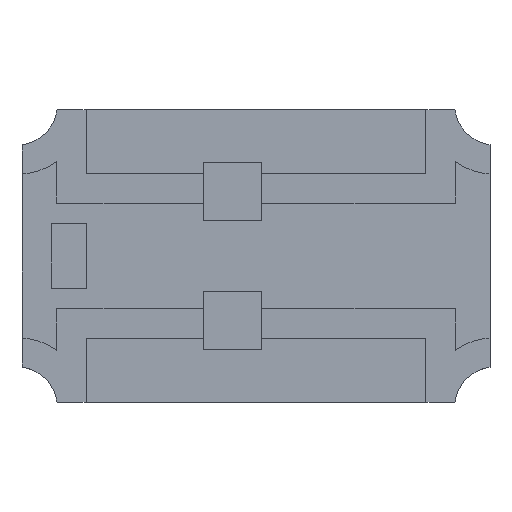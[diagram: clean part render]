
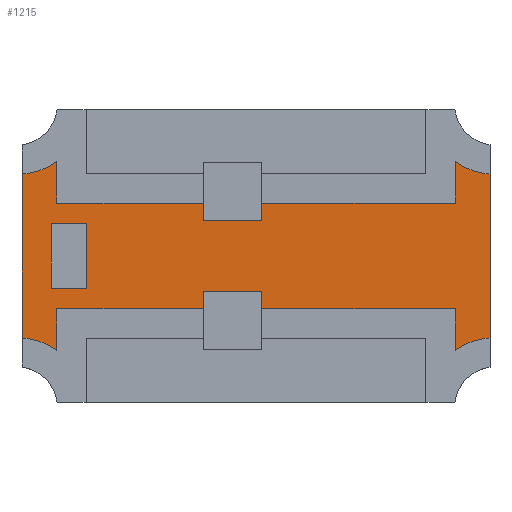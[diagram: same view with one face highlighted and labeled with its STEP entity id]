
A CAD part, top view. The second image highlights one B-rep face of the part: STEP entity #1215.
In plain terms, the highlighted planar face has unit normal (0, 0, 1).
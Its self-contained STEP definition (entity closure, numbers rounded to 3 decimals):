
#22=FACE_BOUND('',#117,.T.);
#23=CIRCLE('',#1293,0.3);
#24=CIRCLE('',#1294,0.3);
#25=CIRCLE('',#1295,0.3);
#26=CIRCLE('',#1296,0.3);
#53=FACE_OUTER_BOUND('',#116,.T.);
#116=EDGE_LOOP('',(#826,#827,#828,#829,#830,#831,#832,#833,#834,#835,#836,
#837,#838,#839,#840,#841,#842,#843,#844,#845,#846,#847,#848,#849));
#117=EDGE_LOOP('',(#850,#851,#852,#853));
#166=LINE('',#1677,#322);
#170=LINE('',#1685,#326);
#173=LINE('',#1691,#329);
#176=LINE('',#1696,#332);
#188=LINE('',#1723,#344);
#193=LINE('',#1732,#349);
#217=LINE('',#1784,#373);
#218=LINE('',#1786,#374);
#219=LINE('',#1788,#375);
#220=LINE('',#1790,#376);
#221=LINE('',#1792,#377);
#222=LINE('',#1794,#378);
#223=LINE('',#1797,#379);
#224=LINE('',#1799,#380);
#225=LINE('',#1803,#381);
#226=LINE('',#1805,#382);
#227=LINE('',#1807,#383);
#228=LINE('',#1809,#384);
#229=LINE('',#1811,#385);
#230=LINE('',#1813,#386);
#231=LINE('',#1815,#387);
#232=LINE('',#1818,#388);
#233=LINE('',#1820,#389);
#234=LINE('',#1823,#390);
#322=VECTOR('',#1361,10.);
#326=VECTOR('',#1367,10.);
#329=VECTOR('',#1372,10.);
#332=VECTOR('',#1377,10.);
#344=VECTOR('',#1397,10.);
#349=VECTOR('',#1404,10.);
#373=VECTOR('',#1440,10.);
#374=VECTOR('',#1441,10.);
#375=VECTOR('',#1442,10.);
#376=VECTOR('',#1443,10.);
#377=VECTOR('',#1444,10.);
#378=VECTOR('',#1445,10.);
#379=VECTOR('',#1448,10.);
#380=VECTOR('',#1449,10.);
#381=VECTOR('',#1452,10.);
#382=VECTOR('',#1453,10.);
#383=VECTOR('',#1454,10.);
#384=VECTOR('',#1455,10.);
#385=VECTOR('',#1456,10.);
#386=VECTOR('',#1457,10.);
#387=VECTOR('',#1458,10.);
#388=VECTOR('',#1461,10.);
#389=VECTOR('',#1462,10.);
#390=VECTOR('',#1465,10.);
#478=VERTEX_POINT('',#1675);
#479=VERTEX_POINT('',#1676);
#482=VERTEX_POINT('',#1684);
#484=VERTEX_POINT('',#1690);
#487=VERTEX_POINT('',#1701);
#491=VERTEX_POINT('',#1711);
#496=VERTEX_POINT('',#1722);
#499=VERTEX_POINT('',#1730);
#520=VERTEX_POINT('',#1782);
#521=VERTEX_POINT('',#1783);
#522=VERTEX_POINT('',#1785);
#523=VERTEX_POINT('',#1787);
#524=VERTEX_POINT('',#1789);
#525=VERTEX_POINT('',#1791);
#526=VERTEX_POINT('',#1793);
#527=VERTEX_POINT('',#1795);
#528=VERTEX_POINT('',#1798);
#529=VERTEX_POINT('',#1800);
#530=VERTEX_POINT('',#1802);
#531=VERTEX_POINT('',#1804);
#532=VERTEX_POINT('',#1806);
#533=VERTEX_POINT('',#1808);
#534=VERTEX_POINT('',#1810);
#535=VERTEX_POINT('',#1812);
#536=VERTEX_POINT('',#1814);
#537=VERTEX_POINT('',#1816);
#538=VERTEX_POINT('',#1819);
#539=VERTEX_POINT('',#1821);
#590=EDGE_CURVE('',#478,#479,#166,.T.);
#594=EDGE_CURVE('',#479,#482,#170,.T.);
#597=EDGE_CURVE('',#482,#484,#173,.T.);
#600=EDGE_CURVE('',#484,#478,#176,.T.);
#612=EDGE_CURVE('',#496,#487,#188,.T.);
#617=EDGE_CURVE('',#491,#499,#193,.T.);
#641=EDGE_CURVE('',#520,#521,#217,.T.);
#642=EDGE_CURVE('',#521,#522,#218,.T.);
#643=EDGE_CURVE('',#522,#523,#219,.T.);
#644=EDGE_CURVE('',#523,#524,#220,.T.);
#645=EDGE_CURVE('',#524,#525,#221,.T.);
#646=EDGE_CURVE('',#525,#526,#222,.T.);
#647=EDGE_CURVE('',#526,#527,#23,.T.);
#648=EDGE_CURVE('',#527,#496,#223,.T.);
#649=EDGE_CURVE('',#487,#528,#224,.T.);
#650=EDGE_CURVE('',#528,#529,#24,.T.);
#651=EDGE_CURVE('',#529,#530,#225,.T.);
#652=EDGE_CURVE('',#530,#531,#226,.T.);
#653=EDGE_CURVE('',#531,#532,#227,.T.);
#654=EDGE_CURVE('',#532,#533,#228,.T.);
#655=EDGE_CURVE('',#533,#534,#229,.T.);
#656=EDGE_CURVE('',#534,#535,#230,.T.);
#657=EDGE_CURVE('',#535,#536,#231,.T.);
#658=EDGE_CURVE('',#536,#537,#25,.T.);
#659=EDGE_CURVE('',#537,#491,#232,.T.);
#660=EDGE_CURVE('',#499,#538,#233,.T.);
#661=EDGE_CURVE('',#538,#539,#26,.T.);
#662=EDGE_CURVE('',#539,#520,#234,.T.);
#826=ORIENTED_EDGE('',*,*,#641,.T.);
#827=ORIENTED_EDGE('',*,*,#642,.T.);
#828=ORIENTED_EDGE('',*,*,#643,.T.);
#829=ORIENTED_EDGE('',*,*,#644,.T.);
#830=ORIENTED_EDGE('',*,*,#645,.T.);
#831=ORIENTED_EDGE('',*,*,#646,.T.);
#832=ORIENTED_EDGE('',*,*,#647,.T.);
#833=ORIENTED_EDGE('',*,*,#648,.T.);
#834=ORIENTED_EDGE('',*,*,#612,.T.);
#835=ORIENTED_EDGE('',*,*,#649,.T.);
#836=ORIENTED_EDGE('',*,*,#650,.T.);
#837=ORIENTED_EDGE('',*,*,#651,.T.);
#838=ORIENTED_EDGE('',*,*,#652,.T.);
#839=ORIENTED_EDGE('',*,*,#653,.T.);
#840=ORIENTED_EDGE('',*,*,#654,.T.);
#841=ORIENTED_EDGE('',*,*,#655,.T.);
#842=ORIENTED_EDGE('',*,*,#656,.T.);
#843=ORIENTED_EDGE('',*,*,#657,.T.);
#844=ORIENTED_EDGE('',*,*,#658,.T.);
#845=ORIENTED_EDGE('',*,*,#659,.T.);
#846=ORIENTED_EDGE('',*,*,#617,.T.);
#847=ORIENTED_EDGE('',*,*,#660,.T.);
#848=ORIENTED_EDGE('',*,*,#661,.T.);
#849=ORIENTED_EDGE('',*,*,#662,.T.);
#850=ORIENTED_EDGE('',*,*,#590,.T.);
#851=ORIENTED_EDGE('',*,*,#594,.T.);
#852=ORIENTED_EDGE('',*,*,#597,.T.);
#853=ORIENTED_EDGE('',*,*,#600,.T.);
#1120=PLANE('',#1292);
#1215=ADVANCED_FACE('',(#53,#22),#1120,.T.);
#1292=AXIS2_PLACEMENT_3D('',#1781,#1438,#1439);
#1293=AXIS2_PLACEMENT_3D('',#1796,#1446,#1447);
#1294=AXIS2_PLACEMENT_3D('',#1801,#1450,#1451);
#1295=AXIS2_PLACEMENT_3D('',#1817,#1459,#1460);
#1296=AXIS2_PLACEMENT_3D('',#1822,#1463,#1464);
#1361=DIRECTION('',(0.,1.,0.));
#1367=DIRECTION('',(1.,0.,0.));
#1372=DIRECTION('',(0.,-1.,0.));
#1377=DIRECTION('',(-1.,0.,0.));
#1397=DIRECTION('',(0.,-1.,0.));
#1404=DIRECTION('',(0.,1.,0.));
#1438=DIRECTION('center_axis',(0.,0.,1.));
#1439=DIRECTION('ref_axis',(1.,0.,0.));
#1440=DIRECTION('',(-1.,0.,0.));
#1441=DIRECTION('',(0.,-1.,0.));
#1442=DIRECTION('',(-1.,0.,0.));
#1443=DIRECTION('',(0.,1.,0.));
#1444=DIRECTION('',(-1.,0.,0.));
#1445=DIRECTION('',(0.,1.,0.));
#1446=DIRECTION('center_axis',(0.,0.,-1.));
#1447=DIRECTION('ref_axis',(0.134,-0.991,0.));
#1448=DIRECTION('',(-1.,0.,0.));
#1449=DIRECTION('',(1.,0.,0.));
#1450=DIRECTION('center_axis',(0.,0.,-1.));
#1451=DIRECTION('ref_axis',(0.134,0.991,0.));
#1452=DIRECTION('',(0.,1.,0.));
#1453=DIRECTION('',(1.,0.,0.));
#1454=DIRECTION('',(0.,1.,0.));
#1455=DIRECTION('',(1.,0.,0.));
#1456=DIRECTION('',(0.,-1.,0.));
#1457=DIRECTION('',(1.,0.,0.));
#1458=DIRECTION('',(0.,-1.,0.));
#1459=DIRECTION('center_axis',(0.,0.,-1.));
#1460=DIRECTION('ref_axis',(-0.134,0.991,0.));
#1461=DIRECTION('',(1.,0.,0.));
#1462=DIRECTION('',(-1.,0.,0.));
#1463=DIRECTION('center_axis',(0.,0.,-1.));
#1464=DIRECTION('ref_axis',(-0.134,-0.991,0.));
#1465=DIRECTION('',(0.,-1.,0.));
#1675=CARTESIAN_POINT('',(-0.875,-0.138,0.15));
#1676=CARTESIAN_POINT('',(-0.875,0.138,0.15));
#1677=CARTESIAN_POINT('',(-0.875,0.069,0.15));
#1684=CARTESIAN_POINT('',(-0.725,0.138,0.15));
#1685=CARTESIAN_POINT('',(-0.363,0.138,0.15));
#1690=CARTESIAN_POINT('',(-0.725,-0.138,0.15));
#1691=CARTESIAN_POINT('',(-0.725,-0.069,0.15));
#1696=CARTESIAN_POINT('',(-0.438,-0.138,0.15));
#1701=CARTESIAN_POINT('',(-1.,-0.351,0.15));
#1711=CARTESIAN_POINT('',(1.,-0.351,0.15));
#1722=CARTESIAN_POINT('',(-1.,0.351,0.15));
#1723=CARTESIAN_POINT('',(-1.,0.625,0.15));
#1730=CARTESIAN_POINT('',(1.,0.351,0.15));
#1732=CARTESIAN_POINT('',(1.,-0.625,0.15));
#1781=CARTESIAN_POINT('Origin',(0.,0.,0.15));
#1782=CARTESIAN_POINT('',(0.851,0.226,0.15));
#1783=CARTESIAN_POINT('',(0.025,0.226,0.15));
#1784=CARTESIAN_POINT('',(0.113,0.226,0.15));
#1785=CARTESIAN_POINT('',(0.025,0.15,0.15));
#1786=CARTESIAN_POINT('',(0.025,0.075,0.15));
#1787=CARTESIAN_POINT('',(-0.225,0.15,0.15));
#1788=CARTESIAN_POINT('',(-0.113,0.15,0.15));
#1789=CARTESIAN_POINT('',(-0.225,0.226,0.15));
#1790=CARTESIAN_POINT('',(-0.225,0.2,0.15));
#1791=CARTESIAN_POINT('',(-0.851,0.226,0.15));
#1792=CARTESIAN_POINT('',(-0.426,0.226,0.15));
#1793=CARTESIAN_POINT('',(-0.851,0.403,0.15));
#1794=CARTESIAN_POINT('',(-0.851,0.201,0.15));
#1795=CARTESIAN_POINT('',(-0.983,0.351,0.15));
#1796=CARTESIAN_POINT('Origin',(-1.023,0.648,0.15));
#1797=CARTESIAN_POINT('',(-0.5,0.351,0.15));
#1798=CARTESIAN_POINT('',(-0.983,-0.351,0.15));
#1799=CARTESIAN_POINT('',(-0.5,-0.351,0.15));
#1800=CARTESIAN_POINT('',(-0.851,-0.403,0.15));
#1801=CARTESIAN_POINT('Origin',(-1.023,-0.648,0.15));
#1802=CARTESIAN_POINT('',(-0.851,-0.226,0.15));
#1803=CARTESIAN_POINT('',(-0.851,-0.201,0.15));
#1804=CARTESIAN_POINT('',(-0.225,-0.226,0.15));
#1805=CARTESIAN_POINT('',(-0.426,-0.226,0.15));
#1806=CARTESIAN_POINT('',(-0.225,-0.15,0.15));
#1807=CARTESIAN_POINT('',(-0.225,-0.075,0.15));
#1808=CARTESIAN_POINT('',(0.025,-0.15,0.15));
#1809=CARTESIAN_POINT('',(0.013,-0.15,0.15));
#1810=CARTESIAN_POINT('',(0.025,-0.226,0.15));
#1811=CARTESIAN_POINT('',(0.025,-0.2,0.15));
#1812=CARTESIAN_POINT('',(0.851,-0.226,0.15));
#1813=CARTESIAN_POINT('',(0.113,-0.226,0.15));
#1814=CARTESIAN_POINT('',(0.851,-0.403,0.15));
#1815=CARTESIAN_POINT('',(0.851,-0.201,0.15));
#1816=CARTESIAN_POINT('',(0.983,-0.351,0.15));
#1817=CARTESIAN_POINT('Origin',(1.023,-0.648,0.15));
#1818=CARTESIAN_POINT('',(0.5,-0.351,0.15));
#1819=CARTESIAN_POINT('',(0.983,0.351,0.15));
#1820=CARTESIAN_POINT('',(0.5,0.351,0.15));
#1821=CARTESIAN_POINT('',(0.851,0.403,0.15));
#1822=CARTESIAN_POINT('Origin',(1.023,0.648,0.15));
#1823=CARTESIAN_POINT('',(0.851,0.201,0.15));
